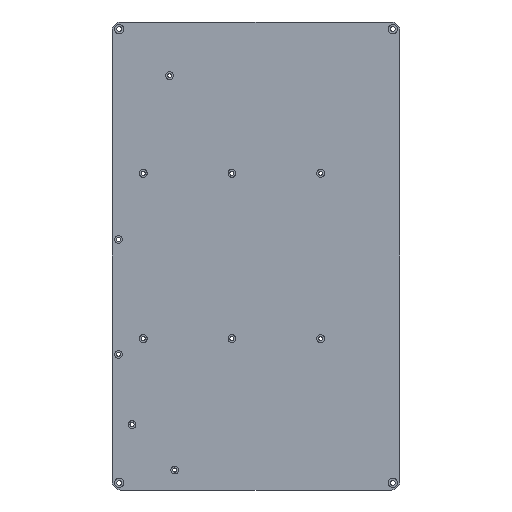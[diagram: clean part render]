
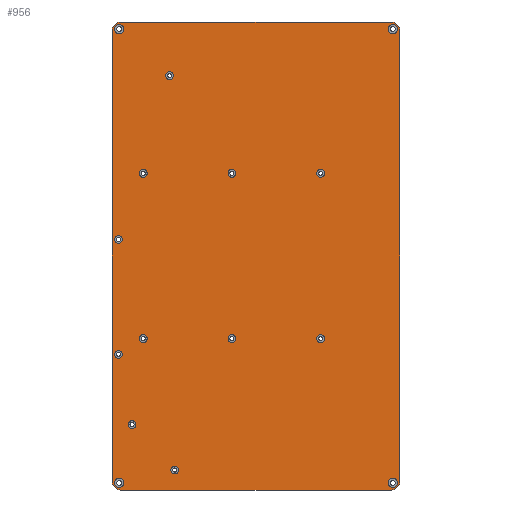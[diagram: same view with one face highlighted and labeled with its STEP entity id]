
A CAD part, front view. The second image highlights one B-rep face of the part: STEP entity #956.
In plain terms, the highlighted planar face has unit normal (0, -1, 0).
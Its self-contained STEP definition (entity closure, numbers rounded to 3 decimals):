
#44=LINE('',#1597,#90);
#49=LINE('',#1611,#95);
#53=LINE('',#1623,#99);
#57=LINE('',#1635,#103);
#90=VECTOR('',#1348,10.);
#95=VECTOR('',#1361,10.);
#99=VECTOR('',#1373,10.);
#103=VECTOR('',#1385,10.);
#155=FACE_BOUND('',#309,.T.);
#156=FACE_BOUND('',#310,.T.);
#157=FACE_BOUND('',#311,.T.);
#158=FACE_BOUND('',#312,.T.);
#159=FACE_BOUND('',#313,.T.);
#160=FACE_BOUND('',#314,.T.);
#161=FACE_BOUND('',#315,.T.);
#162=FACE_BOUND('',#316,.T.);
#163=FACE_BOUND('',#317,.T.);
#164=FACE_BOUND('',#318,.T.);
#165=FACE_BOUND('',#319,.T.);
#166=FACE_BOUND('',#320,.T.);
#167=FACE_BOUND('',#321,.T.);
#168=FACE_BOUND('',#322,.T.);
#169=FACE_BOUND('',#323,.T.);
#238=FACE_OUTER_BOUND('',#308,.T.);
#308=EDGE_LOOP('',(#780,#781,#782,#783,#784,#785,#786,#787));
#309=EDGE_LOOP('',(#788));
#310=EDGE_LOOP('',(#789));
#311=EDGE_LOOP('',(#790));
#312=EDGE_LOOP('',(#791));
#313=EDGE_LOOP('',(#792));
#314=EDGE_LOOP('',(#793));
#315=EDGE_LOOP('',(#794));
#316=EDGE_LOOP('',(#795));
#317=EDGE_LOOP('',(#796));
#318=EDGE_LOOP('',(#797));
#319=EDGE_LOOP('',(#798));
#320=EDGE_LOOP('',(#799));
#321=EDGE_LOOP('',(#800));
#322=EDGE_LOOP('',(#801));
#323=EDGE_LOOP('',(#802));
#342=CIRCLE('',#985,2.6);
#346=CIRCLE('',#992,2.6);
#350=CIRCLE('',#999,2.6);
#354=CIRCLE('',#1006,2.6);
#358=CIRCLE('',#1013,2.6);
#362=CIRCLE('',#1020,2.6);
#366=CIRCLE('',#1027,2.6);
#370=CIRCLE('',#1034,2.6);
#374=CIRCLE('',#1041,2.6);
#378=CIRCLE('',#1048,2.6);
#382=CIRCLE('',#1055,2.6);
#386=CIRCLE('',#1062,3.1);
#390=CIRCLE('',#1069,3.1);
#394=CIRCLE('',#1076,3.1);
#398=CIRCLE('',#1083,3.1);
#400=CIRCLE('',#1088,5.7);
#402=CIRCLE('',#1092,5.7);
#404=CIRCLE('',#1096,5.7);
#406=CIRCLE('',#1100,5.7);
#410=VERTEX_POINT('',#1405);
#414=VERTEX_POINT('',#1418);
#418=VERTEX_POINT('',#1431);
#422=VERTEX_POINT('',#1444);
#426=VERTEX_POINT('',#1457);
#430=VERTEX_POINT('',#1470);
#434=VERTEX_POINT('',#1483);
#438=VERTEX_POINT('',#1496);
#442=VERTEX_POINT('',#1509);
#446=VERTEX_POINT('',#1522);
#450=VERTEX_POINT('',#1535);
#454=VERTEX_POINT('',#1548);
#458=VERTEX_POINT('',#1561);
#462=VERTEX_POINT('',#1574);
#466=VERTEX_POINT('',#1587);
#468=VERTEX_POINT('',#1595);
#469=VERTEX_POINT('',#1596);
#472=VERTEX_POINT('',#1604);
#474=VERTEX_POINT('',#1610);
#476=VERTEX_POINT('',#1616);
#478=VERTEX_POINT('',#1622);
#480=VERTEX_POINT('',#1628);
#482=VERTEX_POINT('',#1634);
#486=EDGE_CURVE('',#410,#410,#342,.T.);
#492=EDGE_CURVE('',#414,#414,#346,.T.);
#498=EDGE_CURVE('',#418,#418,#350,.T.);
#504=EDGE_CURVE('',#422,#422,#354,.T.);
#510=EDGE_CURVE('',#426,#426,#358,.T.);
#516=EDGE_CURVE('',#430,#430,#362,.T.);
#522=EDGE_CURVE('',#434,#434,#366,.T.);
#528=EDGE_CURVE('',#438,#438,#370,.T.);
#534=EDGE_CURVE('',#442,#442,#374,.T.);
#540=EDGE_CURVE('',#446,#446,#378,.T.);
#546=EDGE_CURVE('',#450,#450,#382,.T.);
#552=EDGE_CURVE('',#454,#454,#386,.T.);
#558=EDGE_CURVE('',#458,#458,#390,.T.);
#564=EDGE_CURVE('',#462,#462,#394,.T.);
#570=EDGE_CURVE('',#466,#466,#398,.T.);
#574=EDGE_CURVE('',#468,#469,#44,.T.);
#578=EDGE_CURVE('',#469,#472,#400,.T.);
#581=EDGE_CURVE('',#472,#474,#49,.T.);
#584=EDGE_CURVE('',#474,#476,#402,.T.);
#587=EDGE_CURVE('',#476,#478,#53,.T.);
#590=EDGE_CURVE('',#478,#480,#404,.T.);
#593=EDGE_CURVE('',#480,#482,#57,.T.);
#596=EDGE_CURVE('',#482,#468,#406,.T.);
#780=ORIENTED_EDGE('',*,*,#596,.T.);
#781=ORIENTED_EDGE('',*,*,#574,.T.);
#782=ORIENTED_EDGE('',*,*,#578,.T.);
#783=ORIENTED_EDGE('',*,*,#581,.T.);
#784=ORIENTED_EDGE('',*,*,#584,.T.);
#785=ORIENTED_EDGE('',*,*,#587,.T.);
#786=ORIENTED_EDGE('',*,*,#590,.T.);
#787=ORIENTED_EDGE('',*,*,#593,.T.);
#788=ORIENTED_EDGE('',*,*,#486,.T.);
#789=ORIENTED_EDGE('',*,*,#492,.T.);
#790=ORIENTED_EDGE('',*,*,#498,.T.);
#791=ORIENTED_EDGE('',*,*,#504,.T.);
#792=ORIENTED_EDGE('',*,*,#510,.T.);
#793=ORIENTED_EDGE('',*,*,#516,.T.);
#794=ORIENTED_EDGE('',*,*,#522,.T.);
#795=ORIENTED_EDGE('',*,*,#528,.T.);
#796=ORIENTED_EDGE('',*,*,#534,.T.);
#797=ORIENTED_EDGE('',*,*,#540,.T.);
#798=ORIENTED_EDGE('',*,*,#546,.T.);
#799=ORIENTED_EDGE('',*,*,#552,.T.);
#800=ORIENTED_EDGE('',*,*,#558,.T.);
#801=ORIENTED_EDGE('',*,*,#564,.T.);
#802=ORIENTED_EDGE('',*,*,#570,.T.);
#845=PLANE('',#1102);
#956=ADVANCED_FACE('',(#238,#155,#156,#157,#158,#159,#160,#161,#162,#163,
#164,#165,#166,#167,#168,#169),#845,.T.);
#985=AXIS2_PLACEMENT_3D('',#1406,#1114,#1115);
#992=AXIS2_PLACEMENT_3D('',#1419,#1130,#1131);
#999=AXIS2_PLACEMENT_3D('',#1432,#1146,#1147);
#1006=AXIS2_PLACEMENT_3D('',#1445,#1162,#1163);
#1013=AXIS2_PLACEMENT_3D('',#1458,#1178,#1179);
#1020=AXIS2_PLACEMENT_3D('',#1471,#1194,#1195);
#1027=AXIS2_PLACEMENT_3D('',#1484,#1210,#1211);
#1034=AXIS2_PLACEMENT_3D('',#1497,#1226,#1227);
#1041=AXIS2_PLACEMENT_3D('',#1510,#1242,#1243);
#1048=AXIS2_PLACEMENT_3D('',#1523,#1258,#1259);
#1055=AXIS2_PLACEMENT_3D('',#1536,#1274,#1275);
#1062=AXIS2_PLACEMENT_3D('',#1549,#1290,#1291);
#1069=AXIS2_PLACEMENT_3D('',#1562,#1306,#1307);
#1076=AXIS2_PLACEMENT_3D('',#1575,#1322,#1323);
#1083=AXIS2_PLACEMENT_3D('',#1588,#1338,#1339);
#1088=AXIS2_PLACEMENT_3D('',#1605,#1354,#1355);
#1092=AXIS2_PLACEMENT_3D('',#1617,#1366,#1367);
#1096=AXIS2_PLACEMENT_3D('',#1629,#1378,#1379);
#1100=AXIS2_PLACEMENT_3D('',#1640,#1390,#1391);
#1102=AXIS2_PLACEMENT_3D('',#1642,#1394,#1395);
#1114=DIRECTION('center_axis',(0.,1.,0.));
#1115=DIRECTION('ref_axis',(-1.,0.,0.));
#1130=DIRECTION('center_axis',(0.,1.,0.));
#1131=DIRECTION('ref_axis',(-1.,0.,0.));
#1146=DIRECTION('center_axis',(0.,1.,0.));
#1147=DIRECTION('ref_axis',(-1.,0.,0.));
#1162=DIRECTION('center_axis',(0.,1.,0.));
#1163=DIRECTION('ref_axis',(-1.,0.,0.));
#1178=DIRECTION('center_axis',(0.,1.,0.));
#1179=DIRECTION('ref_axis',(-1.,0.,0.));
#1194=DIRECTION('center_axis',(0.,1.,0.));
#1195=DIRECTION('ref_axis',(-1.,0.,0.));
#1210=DIRECTION('center_axis',(0.,1.,0.));
#1211=DIRECTION('ref_axis',(-1.,0.,0.));
#1226=DIRECTION('center_axis',(0.,1.,0.));
#1227=DIRECTION('ref_axis',(-1.,0.,0.));
#1242=DIRECTION('center_axis',(0.,1.,0.));
#1243=DIRECTION('ref_axis',(-1.,0.,0.));
#1258=DIRECTION('center_axis',(0.,1.,0.));
#1259=DIRECTION('ref_axis',(-1.,0.,0.));
#1274=DIRECTION('center_axis',(0.,1.,0.));
#1275=DIRECTION('ref_axis',(-1.,0.,0.));
#1290=DIRECTION('center_axis',(0.,1.,0.));
#1291=DIRECTION('ref_axis',(1.,0.,0.));
#1306=DIRECTION('center_axis',(0.,1.,0.));
#1307=DIRECTION('ref_axis',(1.,0.,0.));
#1322=DIRECTION('center_axis',(0.,1.,0.));
#1323=DIRECTION('ref_axis',(1.,0.,0.));
#1338=DIRECTION('center_axis',(0.,1.,0.));
#1339=DIRECTION('ref_axis',(1.,0.,0.));
#1348=DIRECTION('',(1.,0.,0.));
#1354=DIRECTION('center_axis',(0.,-1.,0.));
#1355=DIRECTION('ref_axis',(0.,0.,-1.));
#1361=DIRECTION('',(0.,0.,1.));
#1366=DIRECTION('center_axis',(0.,-1.,0.));
#1367=DIRECTION('ref_axis',(1.,0.,0.));
#1373=DIRECTION('',(-1.,0.,0.));
#1378=DIRECTION('center_axis',(0.,-1.,0.));
#1379=DIRECTION('ref_axis',(0.,0.,1.));
#1385=DIRECTION('',(0.,0.,-1.));
#1390=DIRECTION('center_axis',(0.,-1.,0.));
#1391=DIRECTION('ref_axis',(-1.,0.,0.));
#1394=DIRECTION('center_axis',(0.,-1.,0.));
#1395=DIRECTION('ref_axis',(0.,0.,-1.));
#1405=CARTESIAN_POINT('',(-51.4,0.,-142.4));
#1406=CARTESIAN_POINT('Origin',(-54.,0.,-142.4));
#1418=CARTESIAN_POINT('',(-79.9,0.,-112.2));
#1419=CARTESIAN_POINT('Origin',(-82.5,0.,-112.2));
#1431=CARTESIAN_POINT('',(45.6,0.,55.));
#1432=CARTESIAN_POINT('Origin',(43.,0.,55.));
#1444=CARTESIAN_POINT('',(45.6,0.,-55.));
#1445=CARTESIAN_POINT('Origin',(43.,0.,-55.));
#1457=CARTESIAN_POINT('',(-54.9,0.,120.));
#1458=CARTESIAN_POINT('Origin',(-57.5,0.,120.));
#1470=CARTESIAN_POINT('',(-13.4,0.,55.));
#1471=CARTESIAN_POINT('Origin',(-16.,0.,55.));
#1483=CARTESIAN_POINT('',(-13.4,0.,-55.));
#1484=CARTESIAN_POINT('Origin',(-16.,0.,-55.));
#1496=CARTESIAN_POINT('',(-72.4,0.,55.));
#1497=CARTESIAN_POINT('Origin',(-75.,0.,55.));
#1509=CARTESIAN_POINT('',(-88.9,0.,11.));
#1510=CARTESIAN_POINT('Origin',(-91.5,0.,11.));
#1522=CARTESIAN_POINT('',(-88.9,0.,-65.5));
#1523=CARTESIAN_POINT('Origin',(-91.5,0.,-65.5));
#1535=CARTESIAN_POINT('',(-72.4,0.,-55.));
#1536=CARTESIAN_POINT('Origin',(-75.,0.,-55.));
#1548=CARTESIAN_POINT('',(87.9,0.,151.));
#1549=CARTESIAN_POINT('Origin',(91.,0.,151.));
#1561=CARTESIAN_POINT('',(-94.1,0.,151.));
#1562=CARTESIAN_POINT('Origin',(-91.,0.,151.));
#1574=CARTESIAN_POINT('',(87.9,0.,-151.));
#1575=CARTESIAN_POINT('Origin',(91.,0.,-151.));
#1587=CARTESIAN_POINT('',(-94.1,0.,-151.));
#1588=CARTESIAN_POINT('Origin',(-91.,0.,-151.));
#1595=CARTESIAN_POINT('',(-90.,0.,-155.7));
#1596=CARTESIAN_POINT('',(90.,0.,-155.7));
#1597=CARTESIAN_POINT('',(-90.,0.,-155.7));
#1604=CARTESIAN_POINT('',(95.7,0.,-150.));
#1605=CARTESIAN_POINT('Origin',(90.,0.,-150.));
#1610=CARTESIAN_POINT('',(95.7,0.,150.));
#1611=CARTESIAN_POINT('',(95.7,0.,-150.));
#1616=CARTESIAN_POINT('',(90.,0.,155.7));
#1617=CARTESIAN_POINT('Origin',(90.,0.,150.));
#1622=CARTESIAN_POINT('',(-90.,0.,155.7));
#1623=CARTESIAN_POINT('',(90.,0.,155.7));
#1628=CARTESIAN_POINT('',(-95.7,0.,150.));
#1629=CARTESIAN_POINT('Origin',(-90.,0.,150.));
#1634=CARTESIAN_POINT('',(-95.7,0.,-150.));
#1635=CARTESIAN_POINT('',(-95.7,0.,150.));
#1640=CARTESIAN_POINT('Origin',(-90.,0.,-150.));
#1642=CARTESIAN_POINT('Origin',(0.,0.,0.));
